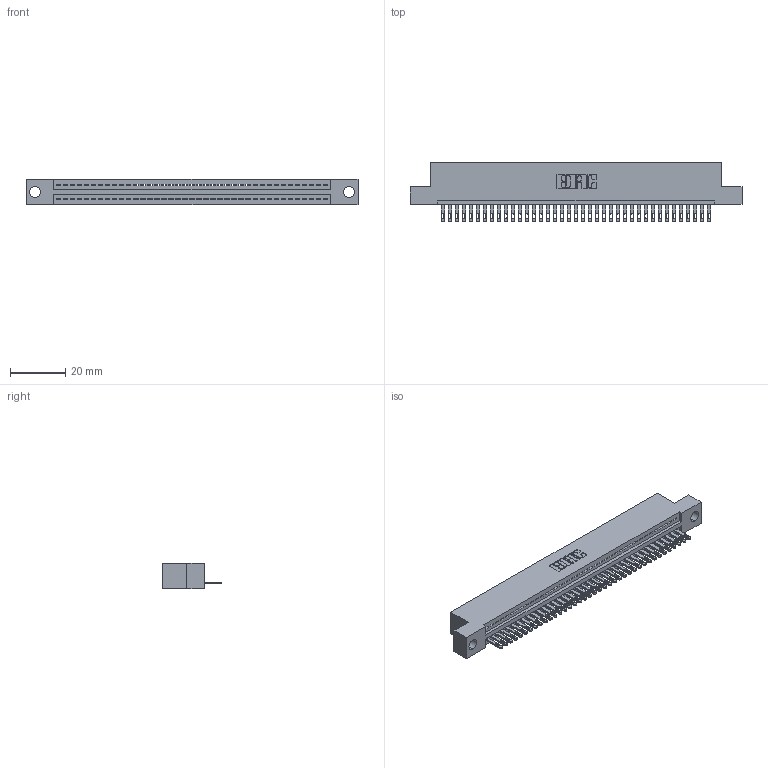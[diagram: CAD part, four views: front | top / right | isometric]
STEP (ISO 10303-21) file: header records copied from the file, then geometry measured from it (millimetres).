
FILE_DESCRIPTION (( 'STEP AP203' ), '1' );
FILE_NAME ('345-039-500-104.STEP', '2021-05-26T14:54:59', ( '' ), ( '' ), 'SwSTEP 2.0', 'SolidWorks 2020', '' );
FILE_SCHEMA (( 'CONFIG_CONTROL_DESIGN' ));
Length unit declared in the file: inch
Products named in the file (3): 345-292-001_345-293-100; 345-039-500-104; 345 Part_Flush Mounting Lugs - 0.156 Dia-TI
Assembly tree (40 placements, depth 2):
  345-039-500-104
    345 Part_Flush Mounting Lugs - 0.156 Dia-TI
    345-292-001_345-293-100  x39
Bounding box: 120.27 x 21.51 x 9.4 mm (x, y, z)
Volume: 11316.9 mm3; surface area: 14928.4 mm2
Topology: 40 solids, 40 shells, 2246 faces, 6929 edges, 4618 vertices
Faces by surface type: plane 1420, cylinder 826
Entity records: 30105 total; most frequent: CARTESIAN_POINT 5223, ORIENTED_EDGE 5194, DIRECTION 4567, EDGE_CURVE 2597, LINE 2305, VECTOR 2305, VERTEX_POINT 1730, AXIS2_PLACEMENT_3D 1131
